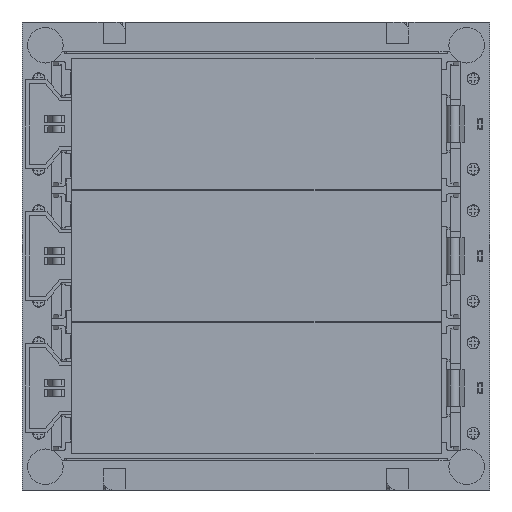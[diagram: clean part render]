
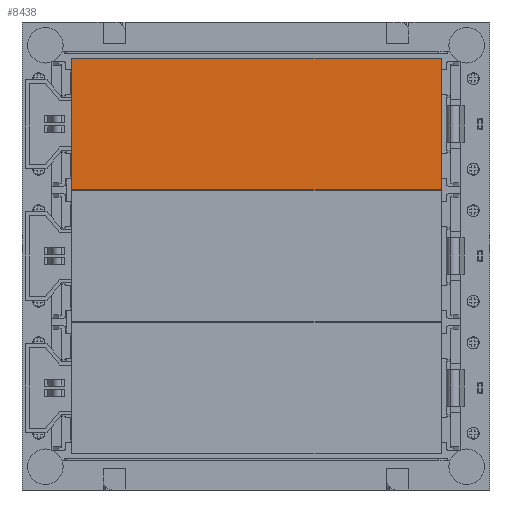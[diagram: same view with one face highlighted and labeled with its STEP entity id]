
A CAD part, front view. The second image highlights one B-rep face of the part: STEP entity #8438.
In plain terms, the highlighted face is planar.
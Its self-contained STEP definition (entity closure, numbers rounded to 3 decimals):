
#8072=CARTESIAN_POINT('Vertex',(-210.5,37.,-22.5)) ;
#8075=CARTESIAN_POINT('Line Origine',(-210.5,0.,-22.5)) ;
#8079=CARTESIAN_POINT('Vertex',(-210.5,-37.,-22.5)) ;
#8400=CARTESIAN_POINT('Vertex',(-1.972,37.,-22.5)) ;
#8403=CARTESIAN_POINT('Line Origine',(-106.236,37.,-22.5)) ;
#8415=CARTESIAN_POINT('Axis2P3D Location',(-22.5,0.,-22.5)) ;
#8420=CARTESIAN_POINT('Line Origine',(-1.972,0.,-22.5)) ;
#8424=CARTESIAN_POINT('Vertex',(-1.972,-37.,-22.5)) ;
#8427=CARTESIAN_POINT('Line Origine',(-106.236,-37.,-22.5)) ;
#8077=VECTOR('Line Direction',#8076,1.) ;
#8405=VECTOR('Line Direction',#8404,1.) ;
#8422=VECTOR('Line Direction',#8421,1.) ;
#8429=VECTOR('Line Direction',#8428,1.) ;
#8076=DIRECTION('Vector Direction',(0.,-1.,0.)) ;
#8404=DIRECTION('Vector Direction',(1.,0.,0.)) ;
#8416=DIRECTION('Axis2P3D Direction',(0.,0.,1.)) ;
#8417=DIRECTION('Axis2P3D XDirection',(1.,0.,0.)) ;
#8421=DIRECTION('Vector Direction',(0.,1.,0.)) ;
#8428=DIRECTION('Vector Direction',(-1.,0.,0.)) ;
#8418=AXIS2_PLACEMENT_3D('Plane Axis2P3D',#8415,#8416,#8417) ;
#8078=LINE('Line',#8075,#8077) ;
#8406=LINE('Line',#8403,#8405) ;
#8423=LINE('Line',#8420,#8422) ;
#8430=LINE('Line',#8427,#8429) ;
#8419=PLANE('',#8418) ;
#8081=EDGE_CURVE('',#8073,#8080,#8078,.T.) ;
#8407=EDGE_CURVE('',#8401,#8073,#8406,.F.) ;
#8426=EDGE_CURVE('',#8425,#8401,#8423,.T.) ;
#8431=EDGE_CURVE('',#8080,#8425,#8430,.F.) ;
#8433=ORIENTED_EDGE('',*,*,#8426,.F.) ;
#8434=ORIENTED_EDGE('',*,*,#8431,.F.) ;
#8435=ORIENTED_EDGE('',*,*,#8081,.F.) ;
#8436=ORIENTED_EDGE('',*,*,#8407,.F.) ;
#8432=EDGE_LOOP('',(#8433,#8434,#8435,#8436)) ;
#8073=VERTEX_POINT('',#8072) ;
#8080=VERTEX_POINT('',#8079) ;
#8401=VERTEX_POINT('',#8400) ;
#8425=VERTEX_POINT('',#8424) ;
#8438=ADVANCED_FACE('Corps de pi\X2\00E8\X0\ce.1',(#8437),#8419,.F.) ;
#8437=FACE_OUTER_BOUND('',#8432,.T.) ;
